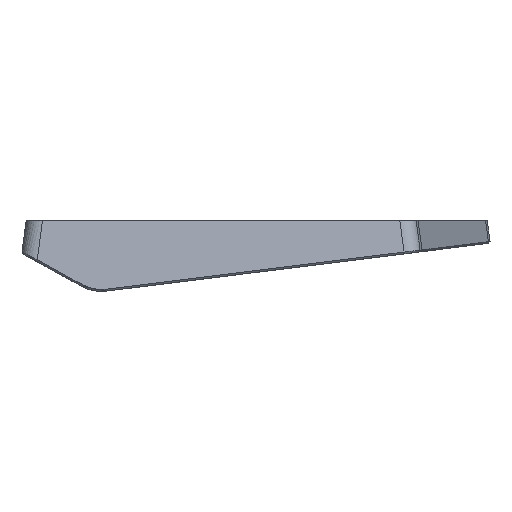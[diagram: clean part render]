
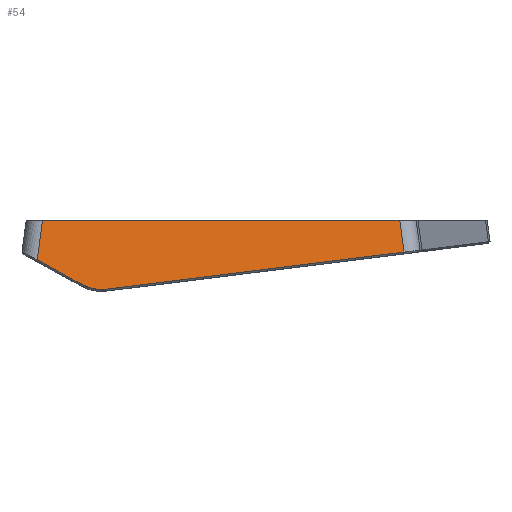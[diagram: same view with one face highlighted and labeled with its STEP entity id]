
A CAD part, left-side view. The second image highlights one B-rep face of the part: STEP entity #54.
In plain terms, the highlighted free-form (B-spline) face has degree [1, 1] with [2, 2] control points.
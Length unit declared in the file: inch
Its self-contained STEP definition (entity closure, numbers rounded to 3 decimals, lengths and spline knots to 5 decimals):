
#54=ADVANCED_FACE('',(#216),#2551,.T.);
#216=FACE_OUTER_BOUND('',#395,.T.);
#395=EDGE_LOOP('',(#675,#676,#677,#678,#679,#680));
#675=ORIENTED_EDGE('',*,*,#1363,.F.);
#676=ORIENTED_EDGE('',*,*,#1361,.T.);
#677=ORIENTED_EDGE('',*,*,#1368,.T.);
#678=ORIENTED_EDGE('',*,*,#1402,.F.);
#679=ORIENTED_EDGE('',*,*,#1442,.T.);
#680=ORIENTED_EDGE('',*,*,#1439,.F.);
#1361=EDGE_CURVE('',#2158,#2160,#1932,.T.);
#1363=EDGE_CURVE('',#2158,#2187,#1759,.T.);
#1368=EDGE_CURVE('',#2160,#2190,#1762,.T.);
#1402=EDGE_CURVE('',#2189,#2190,#1959,.T.);
#1439=EDGE_CURVE('',#2187,#2188,#1996,.T.);
#1442=EDGE_CURVE('',#2189,#2188,#1999,.T.);
#1759=(
BOUNDED_CURVE()
B_SPLINE_CURVE(1,(#4074,#4075),.UNSPECIFIED.,.F.,.F.)
B_SPLINE_CURVE_WITH_KNOTS((2,2),(-0.02598,0.36179),
 .UNSPECIFIED.)
CURVE()
GEOMETRIC_REPRESENTATION_ITEM()
RATIONAL_B_SPLINE_CURVE((1.,1.))
REPRESENTATION_ITEM('')
);
#1762=(
BOUNDED_CURVE()
B_SPLINE_CURVE(1,(#4102,#4103),.UNSPECIFIED.,.F.,.F.)
B_SPLINE_CURVE_WITH_KNOTS((2,2),(-0.02598,0.45649),
 .UNSPECIFIED.)
CURVE()
GEOMETRIC_REPRESENTATION_ITEM()
RATIONAL_B_SPLINE_CURVE((1.,1.))
REPRESENTATION_ITEM('')
);
#1932=B_SPLINE_CURVE_WITH_KNOTS('',1,(#4052,#4053),.UNSPECIFIED.,.F.,.F.,
(2,2),(1.78158,6.11842),.UNSPECIFIED.);
#1959=B_SPLINE_CURVE_WITH_KNOTS('',1,(#4266,#4267),.UNSPECIFIED.,.F.,.F.,
(2,2),(0.00145,0.62472),.UNSPECIFIED.);
#1996=B_SPLINE_CURVE_WITH_KNOTS('',1,(#4370,#4371),.UNSPECIFIED.,.F.,.F.,
(2,2),(0.00014,3.64328),.UNSPECIFIED.);
#1999=B_SPLINE_CURVE_WITH_KNOTS('',3,(#4378,#4379,#4380,#4381),
 .UNSPECIFIED.,.F.,.F.,(4,4),(-0.00145,0.30182),
 .UNSPECIFIED.);
#2158=VERTEX_POINT('',#3799);
#2160=VERTEX_POINT('',#3801);
#2187=VERTEX_POINT('',#3828);
#2188=VERTEX_POINT('',#3829);
#2189=VERTEX_POINT('',#3830);
#2190=VERTEX_POINT('',#3831);
#2551=B_SPLINE_SURFACE_WITH_KNOTS('',1,1,((#2734,#2735),(#2736,#2737)),
 .UNSPECIFIED.,.F.,.F.,.F.,(2,2),(2,2),(0.,1.52643),(-38.99132,
-36.83927),.UNSPECIFIED.);
#2734=CARTESIAN_POINT('',(-0.91577,-4.05,-1.));
#2735=CARTESIAN_POINT('',(-0.91577,0.95,-1.));
#2736=CARTESIAN_POINT('',(-0.71577,-3.85,0.5));
#2737=CARTESIAN_POINT('',(-0.71577,0.75,0.5));
#3799=CARTESIAN_POINT('',(-0.78244,-3.71842,0.));
#3801=CARTESIAN_POINT('',(-0.78244,0.61842,0.));
#3828=CARTESIAN_POINT('',(-0.83325,-3.76923,-0.38105));
#3829=CARTESIAN_POINT('',(-0.89349,-0.15471,-0.83286));
#3830=CARTESIAN_POINT('',(-0.88593,0.13794,-0.77616));
#3831=CARTESIAN_POINT('',(-0.84565,0.68164,-0.47411));
#4052=CARTESIAN_POINT('',(-0.78244,-3.71842,0.));
#4053=CARTESIAN_POINT('',(-0.78244,0.61842,0.));
#4074=CARTESIAN_POINT('',(-0.78244,-3.71842,0.));
#4075=CARTESIAN_POINT('',(-0.83325,-3.76923,-0.38105));
#4102=CARTESIAN_POINT('',(-0.78244,0.61842,0.));
#4103=CARTESIAN_POINT('',(-0.84565,0.68164,-0.47411));
#4266=CARTESIAN_POINT('',(-0.88593,0.13794,-0.77616));
#4267=CARTESIAN_POINT('',(-0.84565,0.68164,-0.47411));
#4370=CARTESIAN_POINT('',(-0.83325,-3.76923,-0.38105));
#4371=CARTESIAN_POINT('',(-0.89349,-0.15471,-0.83286));
#4378=CARTESIAN_POINT('',(-0.88593,0.13794,-0.77616));
#4379=CARTESIAN_POINT('',(-0.89249,0.04982,-0.82539));
#4380=CARTESIAN_POINT('',(-0.89519,-0.05437,-0.84564));
#4381=CARTESIAN_POINT('',(-0.89349,-0.15471,-0.83286));
